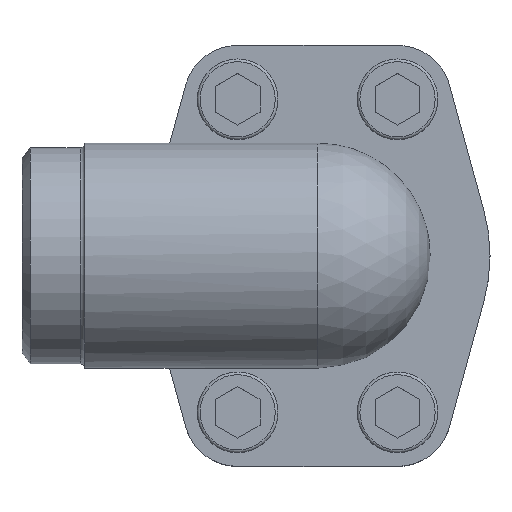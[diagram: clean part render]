
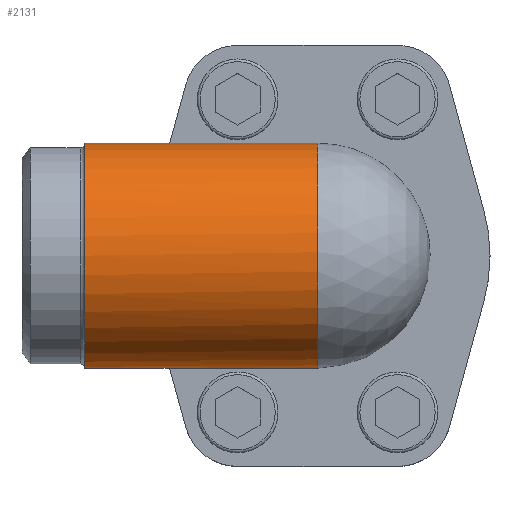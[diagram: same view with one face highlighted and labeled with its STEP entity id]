
A CAD part, top view. The second image highlights one B-rep face of the part: STEP entity #2131.
In plain terms, the highlighted cylindrical face has radius 25.15 mm (diameter 50.3 mm), a full revolution.
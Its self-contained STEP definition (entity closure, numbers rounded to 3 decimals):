
#36=ELLIPSE('',#2253,26.077,25.15);
#37=ELLIPSE('',#2255,26.077,25.15);
#41=B_SPLINE_CURVE_WITH_KNOTS('',3,(#2955,#2956,#2957,#2958,#2959,#2960,
#2961,#2962,#2963),.UNSPECIFIED.,.F.,.F.,(4,1,1,1,1,1,4),(0.,
0.005,0.008,0.011,0.013,
0.016,0.021),.UNSPECIFIED.);
#42=B_SPLINE_CURVE_WITH_KNOTS('',3,(#2972,#2973,#2974,#2975,#2976),
 .UNSPECIFIED.,.F.,.F.,(4,1,4),(0.,0.005,
0.01),.UNSPECIFIED.);
#43=B_SPLINE_CURVE_WITH_KNOTS('',3,(#2977,#2978,#2979,#2980,#2981,#2982),
 .UNSPECIFIED.,.F.,.F.,(4,1,1,4),(0.,0.005,0.007,
0.01),.UNSPECIFIED.);
#50=LINE('',#2929,#148);
#57=LINE('',#2953,#155);
#148=VECTOR('',#2457,1000.);
#155=VECTOR('',#2474,1000.);
#406=ORIENTED_EDGE('',*,*,#712,.F.);
#407=ORIENTED_EDGE('',*,*,#695,.F.);
#408=ORIENTED_EDGE('',*,*,#689,.F.);
#409=ORIENTED_EDGE('',*,*,#696,.T.);
#410=ORIENTED_EDGE('',*,*,#690,.T.);
#411=ORIENTED_EDGE('',*,*,#698,.T.);
#412=ORIENTED_EDGE('',*,*,#677,.F.);
#413=ORIENTED_EDGE('',*,*,#694,.F.);
#414=ORIENTED_EDGE('',*,*,#713,.T.);
#677=EDGE_CURVE('',#851,#853,#50,.F.);
#689=EDGE_CURVE('',#864,#852,#57,.T.);
#690=EDGE_CURVE('',#865,#866,#41,.T.);
#694=EDGE_CURVE('',#867,#851,#42,.T.);
#695=EDGE_CURVE('',#852,#868,#43,.T.);
#696=EDGE_CURVE('',#864,#865,#36,.F.);
#698=EDGE_CURVE('',#866,#853,#37,.F.);
#712=EDGE_CURVE('',#868,#867,#992,.T.);
#713=EDGE_CURVE('',#873,#873,#993,.T.);
#851=VERTEX_POINT('',#2927);
#852=VERTEX_POINT('',#2928);
#853=VERTEX_POINT('',#2930);
#864=VERTEX_POINT('',#2952);
#865=VERTEX_POINT('',#2964);
#866=VERTEX_POINT('',#2965);
#867=VERTEX_POINT('',#2970);
#868=VERTEX_POINT('',#2971);
#873=VERTEX_POINT('',#3022);
#992=CIRCLE('',#2274,25.15);
#993=CIRCLE('',#2276,25.15);
#1074=EDGE_LOOP('',(#406,#407,#408,#409,#410,#411,#412,#413));
#1075=EDGE_LOOP('',(#414));
#1238=FACE_BOUND('',#1074,.T.);
#1239=FACE_BOUND('',#1075,.T.);
#1374=CYLINDRICAL_SURFACE('',#2275,25.15);
#2131=ADVANCED_FACE('',(#1238,#1239),#1374,.T.);
#2253=AXIS2_PLACEMENT_3D('',#2984,#2485,#2486);
#2255=AXIS2_PLACEMENT_3D('',#2987,#2490,#2491);
#2274=AXIS2_PLACEMENT_3D('',#3019,#2537,#2538);
#2275=AXIS2_PLACEMENT_3D('',#3020,#2539,#2540);
#2276=AXIS2_PLACEMENT_3D('',#3021,#2541,#2542);
#2457=DIRECTION('',(1.,0.,0.));
#2474=DIRECTION('',(1.,0.,0.));
#2485=DIRECTION('',(0.964,-0.264,0.));
#2486=DIRECTION('',(0.264,0.964,0.));
#2490=DIRECTION('',(0.964,0.264,0.));
#2491=DIRECTION('',(0.264,-0.964,0.));
#2537=DIRECTION('',(1.,0.,0.));
#2538=DIRECTION('',(0.,0.,-1.));
#2539=DIRECTION('',(1.,0.,0.));
#2540=DIRECTION('',(0.,0.,-1.));
#2541=DIRECTION('',(1.,0.,0.));
#2542=DIRECTION('',(0.,0.,-1.));
#2927=CARTESIAN_POINT('',(-8.468,-22.617,25.));
#2928=CARTESIAN_POINT('',(-8.468,22.617,25.));
#2929=CARTESIAN_POINT('',(0.,-22.617,25.));
#2930=CARTESIAN_POINT('',(-33.723,-22.617,25.));
#2952=CARTESIAN_POINT('',(-33.723,22.617,25.));
#2953=CARTESIAN_POINT('',(0.,22.617,25.));
#2955=CARTESIAN_POINT('',(-37.132,10.172,12.999));
#2956=CARTESIAN_POINT('',(-37.564,8.594,12.301));
#2957=CARTESIAN_POINT('',(-38.076,6.142,11.501));
#2958=CARTESIAN_POINT('',(-38.44,2.643,10.942));
#2959=CARTESIAN_POINT('',(-38.53,0.002,10.804));
#2960=CARTESIAN_POINT('',(-38.441,-2.621,10.94));
#2961=CARTESIAN_POINT('',(-38.079,-6.129,11.497));
#2962=CARTESIAN_POINT('',(-37.564,-8.594,12.301));
#2963=CARTESIAN_POINT('',(-37.132,-10.172,12.999));
#2964=CARTESIAN_POINT('',(-37.132,10.172,12.999));
#2965=CARTESIAN_POINT('',(-37.132,-10.172,12.999));
#2970=CARTESIAN_POINT('',(0.,-24.15,28.979));
#2971=CARTESIAN_POINT('',(0.,24.15,28.979));
#2972=CARTESIAN_POINT('',(0.,-24.15,28.979));
#2973=CARTESIAN_POINT('',(-1.637,-24.15,28.979));
#2974=CARTESIAN_POINT('',(-4.694,-23.816,27.787));
#2975=CARTESIAN_POINT('',(-7.239,-23.077,25.946));
#2976=CARTESIAN_POINT('',(-8.468,-22.617,25.));
#2977=CARTESIAN_POINT('',(-8.468,22.617,25.));
#2978=CARTESIAN_POINT('',(-7.241,23.076,25.944));
#2979=CARTESIAN_POINT('',(-5.32,23.631,27.326));
#2980=CARTESIAN_POINT('',(-2.42,24.066,28.681));
#2981=CARTESIAN_POINT('',(-0.814,24.15,28.979));
#2982=CARTESIAN_POINT('',(0.,24.15,28.979));
#2984=CARTESIAN_POINT('',(-39.919,0.,36.));
#2987=CARTESIAN_POINT('',(-39.919,0.,36.));
#3019=CARTESIAN_POINT('',(0.,0.,36.));
#3020=CARTESIAN_POINT('',(0.,0.,36.));
#3021=CARTESIAN_POINT('',(-52.,0.,36.));
#3022=CARTESIAN_POINT('',(-52.,0.,10.85));
